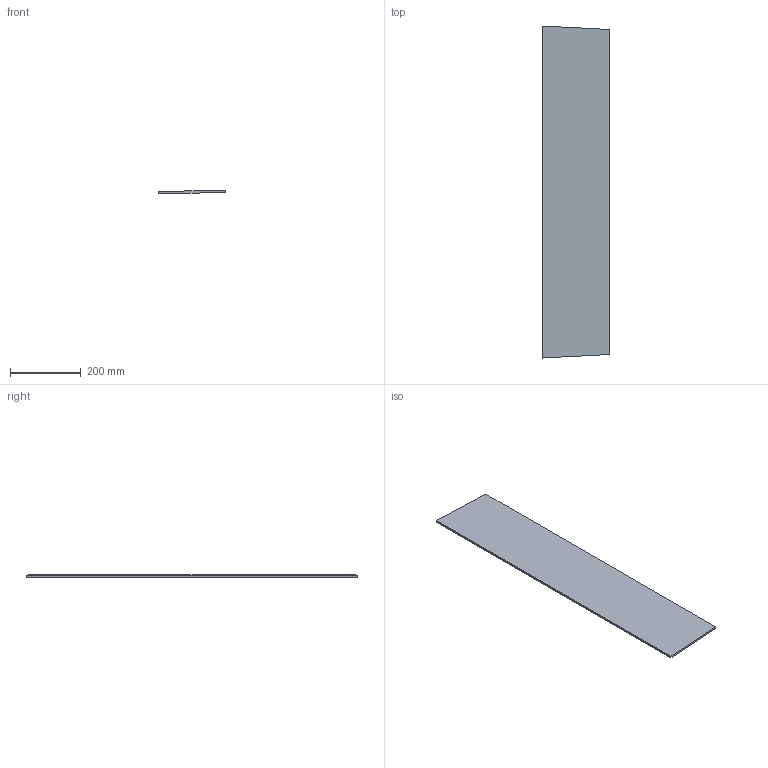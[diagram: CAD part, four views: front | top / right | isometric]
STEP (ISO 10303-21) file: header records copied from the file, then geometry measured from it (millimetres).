
FILE_DESCRIPTION(/* description */ (''),/* implementation_level */ '2;1');
FILE_NAME(/* name */ 'WaterDamage_FEM_Underbody.step',/* time_stamp */ '2022-10-31T00:16:10+05:30',/* author */ (''),/* organization */ (''),/* preprocessor_version */ 'ST-DEVELOPER v19.2',/* originating_system */ 'Autodesk Translation Framework v11.17.0.187',/* authorisation */ '');
FILE_SCHEMA (('AUTOMOTIVE_DESIGN { 1 0 10303 214 3 1 1 }'));
Length unit declared in the file: millimetre
Products named in the file (3): WaterDamage_FullAssem; Underbody-V1; Upperbody-V1
Assembly tree (2 placements, depth 2):
  WaterDamage_FullAssem
    Underbody-V1
    Upperbody-V1
Bounding box: 188.8 x 937.55 x 7.65 mm (x, y, z)
Volume: 1050569.3 mm3; surface area: 363589.7 mm2
Topology: 1 solids, 1 shells, 6 faces, 12 edges, 8 vertices
Faces by surface type: plane 6
Entity records: 240 total; most frequent: DIRECTION 34, CARTESIAN_POINT 31, ORIENTED_EDGE 24, LINE 12, VECTOR 12, EDGE_CURVE 12, AXIS2_PLACEMENT_3D 11, VERTEX_POINT 8
